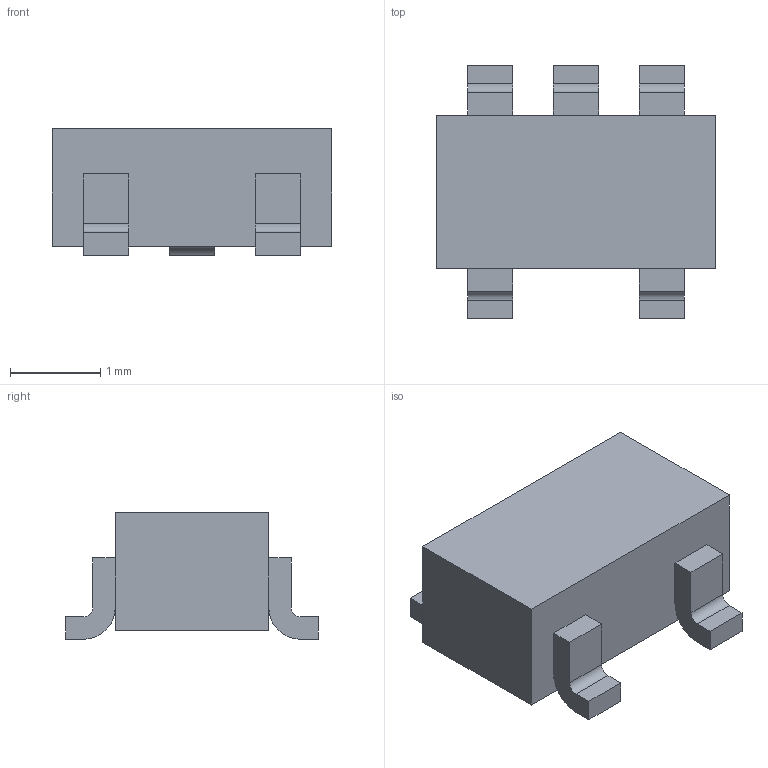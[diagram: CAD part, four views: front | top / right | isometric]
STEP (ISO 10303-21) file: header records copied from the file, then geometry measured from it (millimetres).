
FILE_DESCRIPTION(('FreeCAD Model'),'2;1');
FILE_NAME('ZXCT1110W5-7.step','2020-11-29T12:33:37',('Author'),(''), 'Open CASCADE STEP processor 7.4','FreeCAD','Unknown');
FILE_SCHEMA(('AUTOMOTIVE_DESIGN { 1 0 10303 214 1 1 1 1 }'));
Length unit declared in the file: millimetre
Products named in the file (6): Body; Leg003; Leg005; Leg004; Leg001; Leg002
Bounding box: 3.1 x 2.8 x 1.4 mm (x, y, z)
Volume: 7.5 mm3; surface area: 32.5 mm2
Topology: 6 solids, 6 shells, 56 faces, 132 edges, 88 vertices
Faces by surface type: plane 46, cylinder 10
Entity records: 3484 total; most frequent: CARTESIAN_POINT 661, DIRECTION 510, LINE 356, VECTOR 356, ORIENTED_EDGE 264, PCURVE 264, DEFINITIONAL_REPRESENTATION 264, EDGE_CURVE 132
